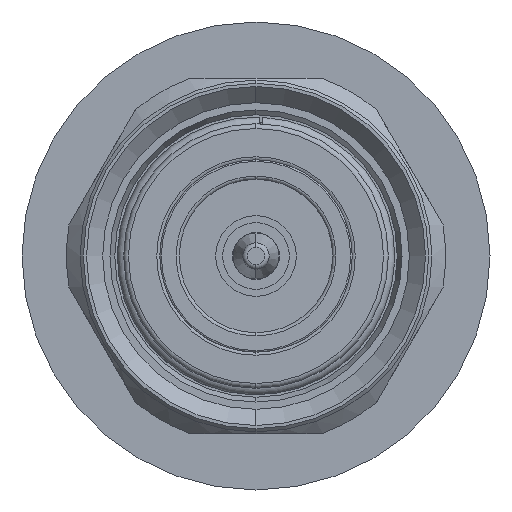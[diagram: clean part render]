
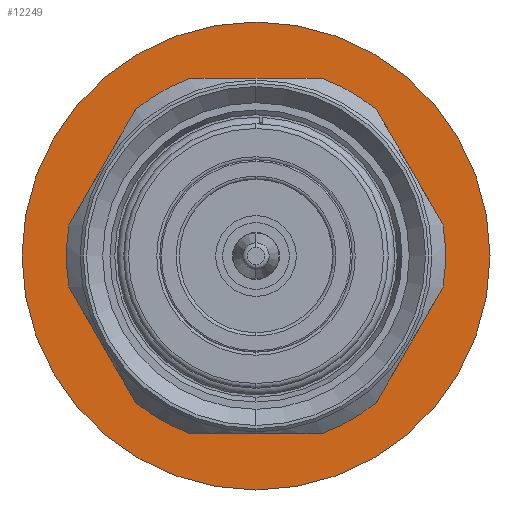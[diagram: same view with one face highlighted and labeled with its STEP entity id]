
A CAD part, left-side view. The second image highlights one B-rep face of the part: STEP entity #12249.
In plain terms, the highlighted planar face has unit normal (-1, 0, 0).
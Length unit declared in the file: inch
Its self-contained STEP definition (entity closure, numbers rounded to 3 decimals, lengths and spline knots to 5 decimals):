
#72 = VERTEX_POINT ( 'NONE', #39313 ) ;
#193 = CIRCLE ( 'NONE', #66974, 0.57087 ) ;
#2680 = DIRECTION ( 'NONE',  ( -1., 0., 0. ) ) ;
#3265 = DIRECTION ( 'NONE',  ( 0., 0., -1. ) ) ;
#3352 = CARTESIAN_POINT ( 'NONE',  ( 0.34646, 0., 0. ) ) ;
#5411 = DIRECTION ( 'NONE',  ( 0., 0., 1. ) ) ;
#5584 = FACE_BOUND ( 'NONE', #34525, .T. ) ;
#5824 = VERTEX_POINT ( 'NONE', #23225 ) ;
#7439 = VERTEX_POINT ( 'NONE', #23487 ) ;
#9119 = EDGE_CURVE ( 'NONE', #29643, #51473, #17395, .T. ) ;
#9737 = ORIENTED_EDGE ( 'NONE', *, *, #59483, .T. ) ;
#9891 = LINE ( 'NONE', #35930, #20105 ) ;
#10787 = ORIENTED_EDGE ( 'NONE', *, *, #9119, .T. ) ;
#10989 = AXIS2_PLACEMENT_3D ( 'NONE', #30321, #41611, #14555 ) ;
#10994 = EDGE_CURVE ( 'NONE', #35190, #72, #57929, .T. ) ;
#11164 = DIRECTION ( 'NONE',  ( 1., 0., 0. ) ) ;
#11271 = DIRECTION ( 'NONE',  ( 0., 0., -1. ) ) ;
#11595 = DIRECTION ( 'NONE',  ( 0., 0.866, -0.5 ) ) ;
#12249 = ADVANCED_FACE ( 'NONE', ( #43193, #5584 ), #27441, .T. ) ;
#13871 = ORIENTED_EDGE ( 'NONE', *, *, #31657, .T. ) ;
#14202 = CIRCLE ( 'NONE', #45936, 0.17717 ) ;
#14555 = DIRECTION ( 'NONE',  ( 0., 0., -1. ) ) ;
#14562 = EDGE_CURVE ( 'NONE', #5824, #26991, #66684, .T. ) ;
#14778 = VERTEX_POINT ( 'NONE', #20226 ) ;
#17171 = ORIENTED_EDGE ( 'NONE', *, *, #14562, .T. ) ;
#17269 = EDGE_CURVE ( 'NONE', #55053, #28541, #14202, .T. ) ;
#17395 = CIRCLE ( 'NONE', #67723, 0.17717 ) ;
#17646 = DIRECTION ( 'NONE',  ( 0., 0., -1. ) ) ;
#18770 = DIRECTION ( 'NONE',  ( 0., 0., -1. ) ) ;
#18782 = EDGE_CURVE ( 'NONE', #7439, #22007, #26283, .T. ) ;
#19447 = CARTESIAN_POINT ( 'NONE',  ( 0.34646, -0.15748, -0.09092 ) ) ;
#19466 = CARTESIAN_POINT ( 'NONE',  ( 0.34646, 0., -0.17717 ) ) ;
#19819 = AXIS2_PLACEMENT_3D ( 'NONE', #59354, #32641, #58328 ) ;
#20096 = DIRECTION ( 'NONE',  ( 1., 0., 0. ) ) ;
#20105 = VECTOR ( 'NONE', #5411, 39.37008 ) ;
#20226 = CARTESIAN_POINT ( 'NONE',  ( 0.34646, 0.14903, 0.0958 ) ) ;
#21417 = CARTESIAN_POINT ( 'NONE',  ( 0.34646, 0., 0. ) ) ;
#21823 = CARTESIAN_POINT ( 'NONE',  ( 0.34646, 0., 0. ) ) ;
#21852 = DIRECTION ( 'NONE',  ( 0., -0.866, 0.5 ) ) ;
#22007 = VERTEX_POINT ( 'NONE', #48050 ) ;
#22043 = EDGE_CURVE ( 'NONE', #38383, #14778, #41693, .T. ) ;
#23225 = CARTESIAN_POINT ( 'NONE',  ( 0.34646, 0.00845, 0.17697 ) ) ;
#23487 = CARTESIAN_POINT ( 'NONE',  ( 0.34646, 0.14903, -0.0958 ) ) ;
#23581 = DIRECTION ( 'NONE',  ( 0., 0., -1. ) ) ;
#23914 = LINE ( 'NONE', #19447, #35374 ) ;
#24971 = ORIENTED_EDGE ( 'NONE', *, *, #25080, .T. ) ;
#25080 = EDGE_CURVE ( 'NONE', #27997, #58304, #193, .T. ) ;
#26283 = CIRCLE ( 'NONE', #10989, 0.17717 ) ;
#26991 = VERTEX_POINT ( 'NONE', #61928 ) ;
#27339 = CARTESIAN_POINT ( 'NONE',  ( 0.34646, 0., 0. ) ) ;
#27441 = PLANE ( 'NONE',  #42677 ) ;
#27997 = VERTEX_POINT ( 'NONE', #29673 ) ;
#28014 = DIRECTION ( 'NONE',  ( 0., 0., -1. ) ) ;
#28541 = VERTEX_POINT ( 'NONE', #55260 ) ;
#29223 = VECTOR ( 'NONE', #21852, 39.37008 ) ;
#29643 = VERTEX_POINT ( 'NONE', #60896 ) ;
#29673 = CARTESIAN_POINT ( 'NONE',  ( 0.34646, 0., 0.57087 ) ) ;
#30321 = CARTESIAN_POINT ( 'NONE',  ( 0.34646, 0., 0. ) ) ;
#30597 = AXIS2_PLACEMENT_3D ( 'NONE', #21823, #41725, #58150 ) ;
#30732 = DIRECTION ( 'NONE',  ( 0., 0., -1. ) ) ;
#30792 = CARTESIAN_POINT ( 'NONE',  ( 0.34646, 0., -0.57087 ) ) ;
#31135 = CARTESIAN_POINT ( 'NONE',  ( 0.34646, -0.00845, -0.17697 ) ) ;
#31657 = EDGE_CURVE ( 'NONE', #22007, #38383, #9891, .T. ) ;
#31813 = ORIENTED_EDGE ( 'NONE', *, *, #37048, .T. ) ;
#32147 = CARTESIAN_POINT ( 'NONE',  ( 0.34646, 0., 0.18184 ) ) ;
#32641 = DIRECTION ( 'NONE',  ( 1., 0., 0. ) ) ;
#33135 = CARTESIAN_POINT ( 'NONE',  ( 0.34646, 0.15748, 0.08117 ) ) ;
#33517 = AXIS2_PLACEMENT_3D ( 'NONE', #27339, #59180, #28014 ) ;
#34525 = EDGE_LOOP ( 'NONE', ( #53855, #9737, #17171, #58047, #40783, #58320, #10787, #44512, #41890, #52227, #35799, #42089, #13871 ) ) ;
#34626 = AXIS2_PLACEMENT_3D ( 'NONE', #3352, #2680, #23581 ) ;
#35190 = VERTEX_POINT ( 'NONE', #43532 ) ;
#35374 = VECTOR ( 'NONE', #18770, 39.37008 ) ;
#35458 = CARTESIAN_POINT ( 'NONE',  ( 0.34646, -0.15748, 0.09092 ) ) ;
#35799 = ORIENTED_EDGE ( 'NONE', *, *, #57384, .T. ) ;
#35930 = CARTESIAN_POINT ( 'NONE',  ( 0.34646, 0.15748, 0.09092 ) ) ;
#35959 = EDGE_CURVE ( 'NONE', #51473, #58403, #37632, .T. ) ;
#36495 = CARTESIAN_POINT ( 'NONE',  ( 0.34646, -0.14903, -0.0958 ) ) ;
#36776 = CIRCLE ( 'NONE', #33517, 0.17717 ) ;
#37048 = EDGE_CURVE ( 'NONE', #58304, #27997, #41223, .T. ) ;
#37632 = LINE ( 'NONE', #41419, #41007 ) ;
#38064 = DIRECTION ( 'NONE',  ( -1., 0., 0. ) ) ;
#38383 = VERTEX_POINT ( 'NONE', #33135 ) ;
#38946 = DIRECTION ( 'NONE',  ( 1., 0., 0. ) ) ;
#39301 = CARTESIAN_POINT ( 'NONE',  ( 0.34646, 0.15748, -0.09092 ) ) ;
#39313 = CARTESIAN_POINT ( 'NONE',  ( 0.34646, -0.15748, 0.08117 ) ) ;
#40783 = ORIENTED_EDGE ( 'NONE', *, *, #10994, .T. ) ;
#41007 = VECTOR ( 'NONE', #11595, 39.37008 ) ;
#41223 = CIRCLE ( 'NONE', #34626, 0.57087 ) ;
#41419 = CARTESIAN_POINT ( 'NONE',  ( 0.34646, 0., -0.18184 ) ) ;
#41611 = DIRECTION ( 'NONE',  ( 1., 0., 0. ) ) ;
#41693 = CIRCLE ( 'NONE', #19819, 0.17717 ) ;
#41725 = DIRECTION ( 'NONE',  ( 1., 0., 0. ) ) ;
#41890 = ORIENTED_EDGE ( 'NONE', *, *, #62713, .T. ) ;
#42089 = ORIENTED_EDGE ( 'NONE', *, *, #18782, .T. ) ;
#42677 = AXIS2_PLACEMENT_3D ( 'NONE', #48326, #38064, #58945 ) ;
#43193 = FACE_OUTER_BOUND ( 'NONE', #46680, .T. ) ;
#43347 = VECTOR ( 'NONE', #56349, 39.37008 ) ;
#43532 = CARTESIAN_POINT ( 'NONE',  ( 0.34646, -0.14903, 0.0958 ) ) ;
#44512 = ORIENTED_EDGE ( 'NONE', *, *, #35959, .T. ) ;
#45390 = LINE ( 'NONE', #35458, #43347 ) ;
#45936 = AXIS2_PLACEMENT_3D ( 'NONE', #56083, #20096, #30732 ) ;
#46654 = EDGE_CURVE ( 'NONE', #72, #29643, #23914, .T. ) ;
#46680 = EDGE_LOOP ( 'NONE', ( #31813, #24971 ) ) ;
#48050 = CARTESIAN_POINT ( 'NONE',  ( 0.34646, 0.15748, -0.08117 ) ) ;
#48326 = CARTESIAN_POINT ( 'NONE',  ( 0.34646, 0.57087, 0. ) ) ;
#50215 = CARTESIAN_POINT ( 'NONE',  ( 0.34646, 0., 0. ) ) ;
#51473 = VERTEX_POINT ( 'NONE', #36495 ) ;
#52227 = ORIENTED_EDGE ( 'NONE', *, *, #17269, .T. ) ;
#53222 = VECTOR ( 'NONE', #60187, 39.37008 ) ;
#53585 = AXIS2_PLACEMENT_3D ( 'NONE', #21417, #11164, #17646 ) ;
#53855 = ORIENTED_EDGE ( 'NONE', *, *, #22043, .T. ) ;
#55053 = VERTEX_POINT ( 'NONE', #19466 ) ;
#55260 = CARTESIAN_POINT ( 'NONE',  ( 0.34646, 0.00845, -0.17697 ) ) ;
#56083 = CARTESIAN_POINT ( 'NONE',  ( 0.34646, 0., 0. ) ) ;
#56349 = DIRECTION ( 'NONE',  ( 0., -0.866, -0.5 ) ) ;
#57384 = EDGE_CURVE ( 'NONE', #28541, #7439, #64056, .T. ) ;
#57929 = CIRCLE ( 'NONE', #53585, 0.17717 ) ;
#58047 = ORIENTED_EDGE ( 'NONE', *, *, #62026, .T. ) ;
#58150 = DIRECTION ( 'NONE',  ( 0., 0., -1. ) ) ;
#58304 = VERTEX_POINT ( 'NONE', #30792 ) ;
#58320 = ORIENTED_EDGE ( 'NONE', *, *, #46654, .T. ) ;
#58328 = DIRECTION ( 'NONE',  ( 0., 0., -1. ) ) ;
#58403 = VERTEX_POINT ( 'NONE', #31135 ) ;
#58534 = CARTESIAN_POINT ( 'NONE',  ( 0.34646, 0., 0. ) ) ;
#58945 = DIRECTION ( 'NONE',  ( 0., 0., 1. ) ) ;
#59180 = DIRECTION ( 'NONE',  ( 1., 0., 0. ) ) ;
#59354 = CARTESIAN_POINT ( 'NONE',  ( 0.34646, 0., 0. ) ) ;
#59483 = EDGE_CURVE ( 'NONE', #14778, #5824, #62976, .T. ) ;
#60187 = DIRECTION ( 'NONE',  ( 0., 0.866, 0.5 ) ) ;
#60896 = CARTESIAN_POINT ( 'NONE',  ( 0.34646, -0.15748, -0.08117 ) ) ;
#61928 = CARTESIAN_POINT ( 'NONE',  ( 0.34646, -0.00845, 0.17697 ) ) ;
#62026 = EDGE_CURVE ( 'NONE', #26991, #35190, #45390, .T. ) ;
#62713 = EDGE_CURVE ( 'NONE', #58403, #55053, #36776, .T. ) ;
#62976 = LINE ( 'NONE', #32147, #29223 ) ;
#63325 = DIRECTION ( 'NONE',  ( -1., 0., 0. ) ) ;
#64056 = LINE ( 'NONE', #39301, #53222 ) ;
#66684 = CIRCLE ( 'NONE', #30597, 0.17717 ) ;
#66974 = AXIS2_PLACEMENT_3D ( 'NONE', #58534, #63325, #11271 ) ;
#67723 = AXIS2_PLACEMENT_3D ( 'NONE', #50215, #38946, #3265 ) ;
